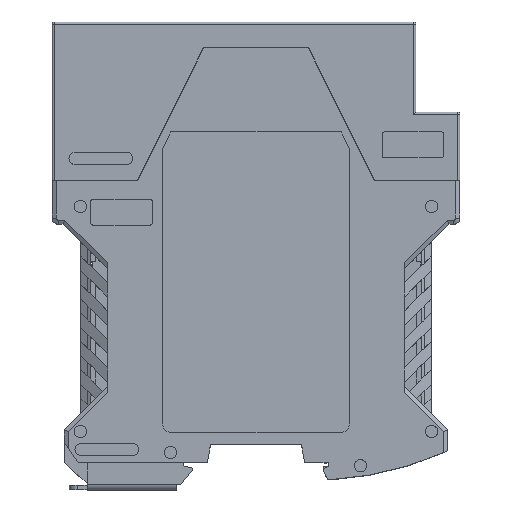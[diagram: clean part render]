
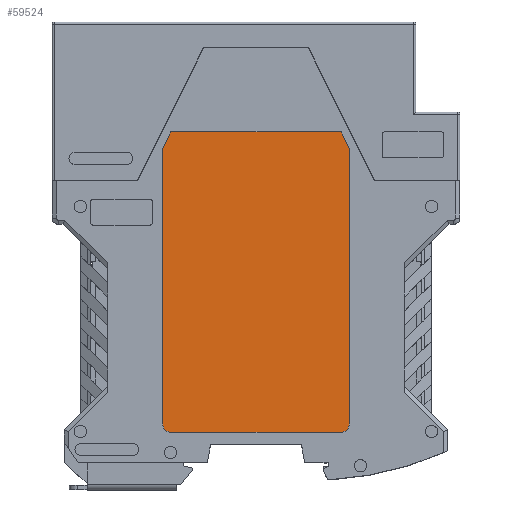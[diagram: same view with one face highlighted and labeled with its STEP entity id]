
A CAD part, top view. The second image highlights one B-rep face of the part: STEP entity #59524.
In plain terms, the highlighted planar face has unit normal (0, 0, 1).
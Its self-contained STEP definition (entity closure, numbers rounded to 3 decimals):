
#1059=CIRCLE('',#63298,2.);
#1060=CIRCLE('',#63299,2.);
#4316=FACE_OUTER_BOUND('',#7606,.T.);
#7606=EDGE_LOOP('',(#41045,#41046,#41047,#41048,#41049,#41050,#41051,#41052));
#11917=LINE('',#86762,#18751);
#11918=LINE('',#86766,#18752);
#11919=LINE('',#86770,#18753);
#11920=LINE('',#86772,#18754);
#11921=LINE('',#86774,#18755);
#11922=LINE('',#86775,#18756);
#18751=VECTOR('',#69522,1.);
#18752=VECTOR('',#69525,1.);
#18753=VECTOR('',#69528,1.);
#18754=VECTOR('',#69529,1.);
#18755=VECTOR('',#69530,1.);
#18756=VECTOR('',#69531,1.);
#25424=VERTEX_POINT('',#86760);
#25425=VERTEX_POINT('',#86761);
#25426=VERTEX_POINT('',#86763);
#25427=VERTEX_POINT('',#86765);
#25428=VERTEX_POINT('',#86767);
#25429=VERTEX_POINT('',#86769);
#25430=VERTEX_POINT('',#86771);
#25431=VERTEX_POINT('',#86773);
#31535=EDGE_CURVE('',#25424,#25425,#11917,.T.);
#31536=EDGE_CURVE('',#25426,#25425,#1059,.T.);
#31537=EDGE_CURVE('',#25426,#25427,#11918,.T.);
#31538=EDGE_CURVE('',#25427,#25428,#1060,.T.);
#31539=EDGE_CURVE('',#25428,#25429,#11919,.T.);
#31540=EDGE_CURVE('',#25429,#25430,#11920,.T.);
#31541=EDGE_CURVE('',#25430,#25431,#11921,.T.);
#31542=EDGE_CURVE('',#25431,#25424,#11922,.T.);
#41045=ORIENTED_EDGE('',*,*,#31535,.T.);
#41046=ORIENTED_EDGE('',*,*,#31536,.F.);
#41047=ORIENTED_EDGE('',*,*,#31537,.T.);
#41048=ORIENTED_EDGE('',*,*,#31538,.T.);
#41049=ORIENTED_EDGE('',*,*,#31539,.T.);
#41050=ORIENTED_EDGE('',*,*,#31540,.T.);
#41051=ORIENTED_EDGE('',*,*,#31541,.T.);
#41052=ORIENTED_EDGE('',*,*,#31542,.T.);
#57179=PLANE('',#63297);
#59524=ADVANCED_FACE('',(#4316),#57179,.T.);
#63297=AXIS2_PLACEMENT_3D('',#86759,#69520,#69521);
#63298=AXIS2_PLACEMENT_3D('',#86764,#69523,#69524);
#63299=AXIS2_PLACEMENT_3D('',#86768,#69526,#69527);
#69520=DIRECTION('center_axis',(0.,0.,1.));
#69521=DIRECTION('ref_axis',(1.,0.,0.));
#69522=DIRECTION('',(0.,-1.,0.));
#69523=DIRECTION('center_axis',(0.,0.,-1.));
#69524=DIRECTION('ref_axis',(-1.,0.,0.));
#69525=DIRECTION('',(1.,0.,0.));
#69526=DIRECTION('center_axis',(0.,0.,1.));
#69527=DIRECTION('ref_axis',(1.,0.,0.));
#69528=DIRECTION('',(0.,1.,0.));
#69529=DIRECTION('',(-0.447,0.894,0.));
#69530=DIRECTION('',(-1.,0.,0.));
#69531=DIRECTION('',(-0.447,-0.894,0.));
#86759=CARTESIAN_POINT('Origin',(3.747,57.985,11.1));
#86760=CARTESIAN_POINT('',(-22.65,84.3,11.1));
#86761=CARTESIAN_POINT('',(-22.65,17.4,11.1));
#86762=CARTESIAN_POINT('',(-22.65,0.,11.1));
#86763=CARTESIAN_POINT('',(-20.65,15.4,11.1));
#86764=CARTESIAN_POINT('Origin',(-20.65,17.4,11.1));
#86765=CARTESIAN_POINT('',(20.65,15.4,11.1));
#86766=CARTESIAN_POINT('',(0.,15.4,11.1));
#86767=CARTESIAN_POINT('',(22.65,17.4,11.1));
#86768=CARTESIAN_POINT('Origin',(20.65,17.4,11.1));
#86769=CARTESIAN_POINT('',(22.65,84.3,11.1));
#86770=CARTESIAN_POINT('',(22.65,0.,11.1));
#86771=CARTESIAN_POINT('',(20.65,88.3,11.1));
#86772=CARTESIAN_POINT('',(51.84,25.92,11.1));
#86773=CARTESIAN_POINT('',(-20.65,88.3,11.1));
#86774=CARTESIAN_POINT('',(0.,88.3,11.1));
#86775=CARTESIAN_POINT('',(-51.84,25.92,11.1));
